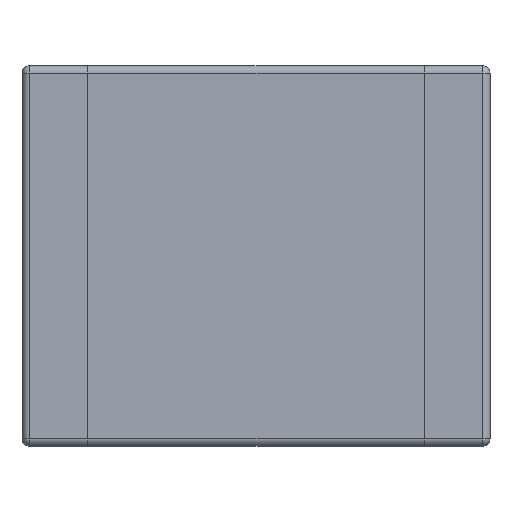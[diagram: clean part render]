
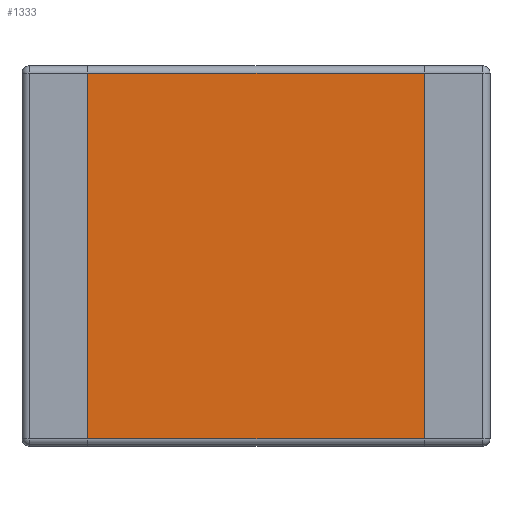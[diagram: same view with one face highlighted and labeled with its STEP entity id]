
A CAD part, front view. The second image highlights one B-rep face of the part: STEP entity #1333.
In plain terms, the highlighted planar face has unit normal (0, -1, 0).
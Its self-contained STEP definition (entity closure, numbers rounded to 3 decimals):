
#258 = CARTESIAN_POINT ( 'NONE',  ( 1.15, 0., 1.25 ) ) ;
#282 = CARTESIAN_POINT ( 'NONE',  ( -1.15, 0., -1.25 ) ) ;
#308 = CARTESIAN_POINT ( 'NONE',  ( -1.15, 0., 1.25 ) ) ;
#517 = PLANE ( 'NONE',  #573 ) ;
#532 = FACE_OUTER_BOUND ( 'NONE', #1334, .T. ) ;
#566 = DIRECTION ( 'NONE',  ( 1., 0., 0. ) ) ;
#567 = VECTOR ( 'NONE', #566, 1000. ) ;
#568 = CARTESIAN_POINT ( 'NONE',  ( 1.6, 0., -1.25 ) ) ;
#569 = LINE ( 'NONE', #568, #567 ) ;
#570 = DIRECTION ( 'NONE',  ( 0., 0., -1. ) ) ;
#571 = DIRECTION ( 'NONE',  ( 0., -1., 0. ) ) ;
#572 = CARTESIAN_POINT ( 'NONE',  ( 1.6, 0., -1.3 ) ) ;
#573 = AXIS2_PLACEMENT_3D ( 'NONE', #572, #571, #570 ) ;
#783 = DIRECTION ( 'NONE',  ( -1., 0., 0. ) ) ;
#784 = VECTOR ( 'NONE', #783, 1000. ) ;
#785 = CARTESIAN_POINT ( 'NONE',  ( -1.6, 0., 1.25 ) ) ;
#786 = LINE ( 'NONE', #785, #784 ) ;
#1128 = EDGE_CURVE ( 'NONE', #1250, #1129, #1502, .T. ) ;
#1129 = VERTEX_POINT ( 'NONE', #1498 ) ;
#1135 = EDGE_CURVE ( 'NONE', #1261, #1266, #1527, .T. ) ;
#1250 = VERTEX_POINT ( 'NONE', #258 ) ;
#1261 = VERTEX_POINT ( 'NONE', #282 ) ;
#1266 = VERTEX_POINT ( 'NONE', #308 ) ;
#1333 = ADVANCED_FACE ( 'NONE', ( #532 ), #517, .T. ) ;
#1334 = EDGE_LOOP ( 'NONE', ( #1335, #1336, #1338, #1339 ) ) ;
#1335 = ORIENTED_EDGE ( 'NONE', *, *, #1135, .F. ) ;
#1336 = ORIENTED_EDGE ( 'NONE', *, *, #1337, .T. ) ;
#1337 = EDGE_CURVE ( 'NONE', #1261, #1129, #569, .T. ) ;
#1338 = ORIENTED_EDGE ( 'NONE', *, *, #1128, .F. ) ;
#1339 = ORIENTED_EDGE ( 'NONE', *, *, #1390, .T. ) ;
#1390 = EDGE_CURVE ( 'NONE', #1250, #1266, #786, .T. ) ;
#1498 = CARTESIAN_POINT ( 'NONE',  ( 1.15, 0., -1.25 ) ) ;
#1499 = DIRECTION ( 'NONE',  ( 0., 0., -1. ) ) ;
#1500 = VECTOR ( 'NONE', #1499, 1000. ) ;
#1501 = CARTESIAN_POINT ( 'NONE',  ( 1.15, 0., -1.3 ) ) ;
#1502 = LINE ( 'NONE', #1501, #1500 ) ;
#1524 = DIRECTION ( 'NONE',  ( 0., 0., 1. ) ) ;
#1525 = VECTOR ( 'NONE', #1524, 1000. ) ;
#1526 = CARTESIAN_POINT ( 'NONE',  ( -1.15, 0., -1.3 ) ) ;
#1527 = LINE ( 'NONE', #1526, #1525 ) ;
